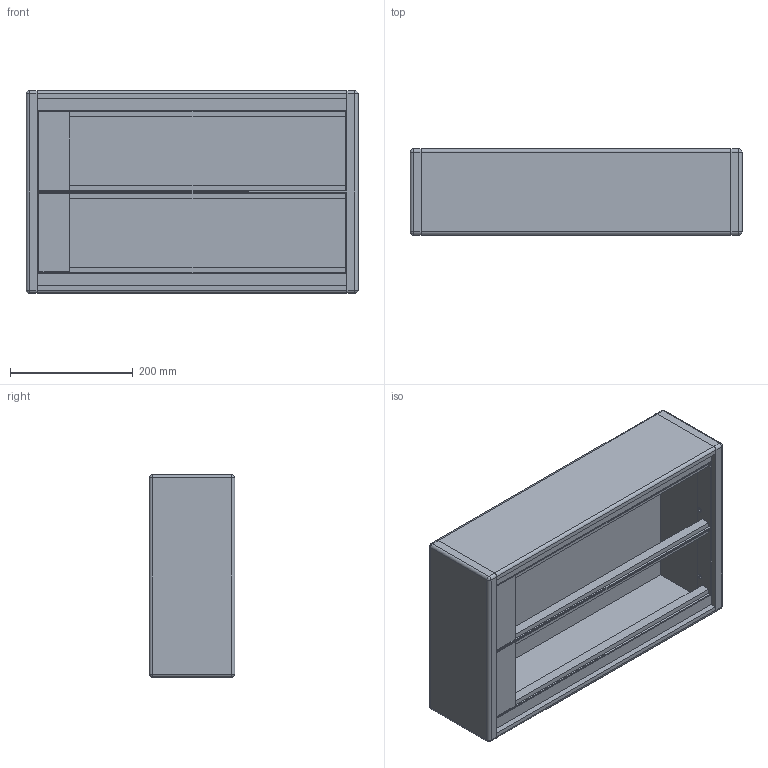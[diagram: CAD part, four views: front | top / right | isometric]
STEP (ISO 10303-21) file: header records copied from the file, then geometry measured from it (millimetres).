
FILE_DESCRIPTION(/* description */ (''),/* implementation_level */ '2;1');
FILE_NAME(/* name */ 'Case6u98HP v2.step',/* time_stamp */ '2021-02-01T12:46:36+01:00',/* author */ (''),/* organization */ (''),/* preprocessor_version */ 'ST-DEVELOPER v18.1',/* originating_system */ 'Autodesk Translation Framework v9.7.1.1290',/* authorisation */ '');
FILE_SCHEMA (('AUTOMOTIVE_DESIGN { 1 0 10303 214 3 1 1 }'));
Length unit declared in the file: millimetre
Products named in the file (20): Case6u98HP; frameonder; Component2; Component3; Component4; Component5; Component8(Mirror) (1); frameboven); Component8; Component9; Component10; Component11; Component8(Mirror) (1) (1); buitenkant; Component14; Component17; Component18; Component19; Component22; Component23
Assembly tree (20 placements, depth 3):
  Case6u98HP
    frameonder
      Component2
      Component3
      Component4
      Component5
      Component8(Mirror) (1)
    frameboven)
      Component8
      Component9
      Component10
      Component11
      Component8(Mirror) (1) (1)
    buitenkant
      Component14
      Component17
      Component18
      Component19  x2
      Component22
      Component23
Bounding box: 542 x 140 x 330 mm (x, y, z)
Volume: 5804788.9 mm3; surface area: 1099976.4 mm2
Topology: 17 solids, 17 shells, 178 faces, 404 edges, 252 vertices
Faces by surface type: plane 118, cylinder 36, cone 16, sphere 8
Full cylindrical faces by diameter (mm): 4 x8, 5.1 x8
Entity records: 5134 total; most frequent: DIRECTION 844, CARTESIAN_POINT 800, ORIENTED_EDGE 736, EDGE_CURVE 368, LINE 292, VECTOR 292, AXIS2_PLACEMENT_3D 276, VERTEX_POINT 232
